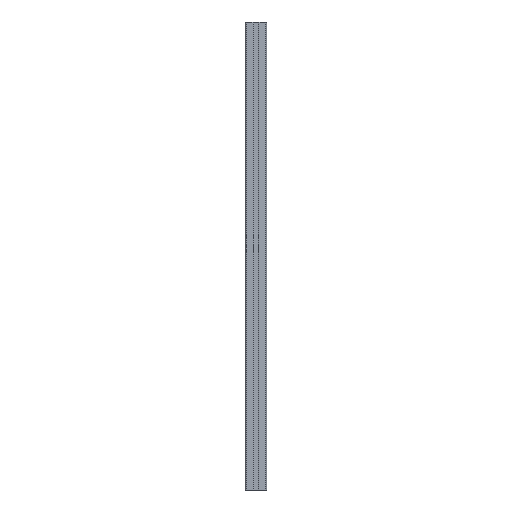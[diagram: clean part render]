
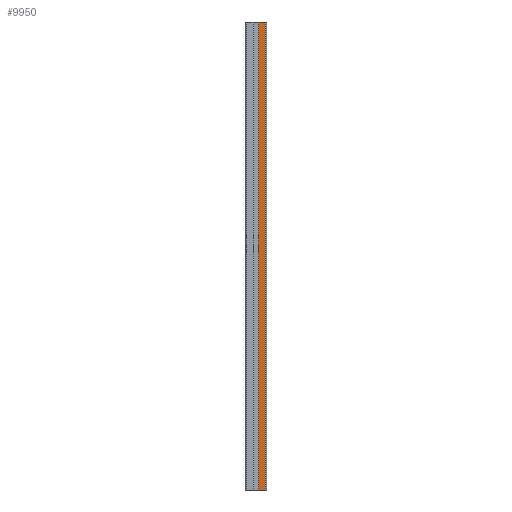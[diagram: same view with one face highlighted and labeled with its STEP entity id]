
A CAD part, front view. The second image highlights one B-rep face of the part: STEP entity #9950.
In plain terms, the highlighted planar face has unit normal (0, -1, 0).
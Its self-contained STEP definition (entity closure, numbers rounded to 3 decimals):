
#936 = FACE_OUTER_BOUND ( 'NONE', #6403, .T. ) ;
#1074 = DIRECTION ( 'NONE',  ( 0., 1., 0. ) ) ;
#1206 = ORIENTED_EDGE ( 'NONE', *, *, #7927, .T. ) ;
#1362 = AXIS2_PLACEMENT_3D ( 'NONE', #10288, #1074, #9338 ) ;
#1726 = DIRECTION ( 'NONE',  ( 1., 0., 0. ) ) ;
#2131 = VERTEX_POINT ( 'NONE', #12098 ) ;
#2196 = EDGE_CURVE ( 'NONE', #4674, #10849, #5136, .T. ) ;
#2340 = EDGE_CURVE ( 'NONE', #2131, #10849, #10861, .T. ) ;
#2512 = ORIENTED_EDGE ( 'NONE', *, *, #7358, .F. ) ;
#3283 = DIRECTION ( 'NONE',  ( 0., 0., -1. ) ) ;
#3330 = LINE ( 'NONE', #8789, #9443 ) ;
#3419 = DIRECTION ( 'NONE',  ( 1., 0., 0. ) ) ;
#3444 = VECTOR ( 'NONE', #3283, 1000. ) ;
#3621 = CARTESIAN_POINT ( 'NONE',  ( 0., -22.5, 0. ) ) ;
#4211 = VERTEX_POINT ( 'NONE', #5919 ) ;
#4381 = CARTESIAN_POINT ( 'NONE',  ( 20., -22.5, 1000. ) ) ;
#4674 = VERTEX_POINT ( 'NONE', #4381 ) ;
#5136 = LINE ( 'NONE', #12648, #3444 ) ;
#5173 = PLANE ( 'NONE',  #1362 ) ;
#5919 = CARTESIAN_POINT ( 'NONE',  ( 6.4, -22.5, 1000. ) ) ;
#6403 = EDGE_LOOP ( 'NONE', ( #9462, #10296, #2512, #1206 ) ) ;
#7358 = EDGE_CURVE ( 'NONE', #4211, #4674, #9859, .T. ) ;
#7872 = CARTESIAN_POINT ( 'NONE',  ( 0., -22.5, 1000. ) ) ;
#7927 = EDGE_CURVE ( 'NONE', #4211, #2131, #3330, .T. ) ;
#8471 = VECTOR ( 'NONE', #3419, 1000. ) ;
#8789 = CARTESIAN_POINT ( 'NONE',  ( 6.4, -22.5, 1000. ) ) ;
#9338 = DIRECTION ( 'NONE',  ( -1., 0., 0. ) ) ;
#9372 = CARTESIAN_POINT ( 'NONE',  ( 20., -22.5, 0. ) ) ;
#9443 = VECTOR ( 'NONE', #9608, 1000. ) ;
#9462 = ORIENTED_EDGE ( 'NONE', *, *, #2340, .T. ) ;
#9608 = DIRECTION ( 'NONE',  ( 0., 0., -1. ) ) ;
#9859 = LINE ( 'NONE', #7872, #11582 ) ;
#9950 = ADVANCED_FACE ( 'NONE', ( #936 ), #5173, .F. ) ;
#10288 = CARTESIAN_POINT ( 'NONE',  ( 0., -22.5, 1000. ) ) ;
#10296 = ORIENTED_EDGE ( 'NONE', *, *, #2196, .F. ) ;
#10849 = VERTEX_POINT ( 'NONE', #9372 ) ;
#10861 = LINE ( 'NONE', #3621, #8471 ) ;
#11582 = VECTOR ( 'NONE', #1726, 1000. ) ;
#12098 = CARTESIAN_POINT ( 'NONE',  ( 6.4, -22.5, 0. ) ) ;
#12648 = CARTESIAN_POINT ( 'NONE',  ( 20., -22.5, 1000. ) ) ;
